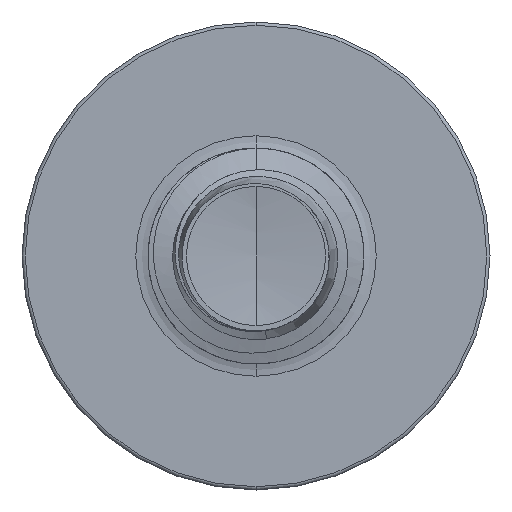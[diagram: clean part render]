
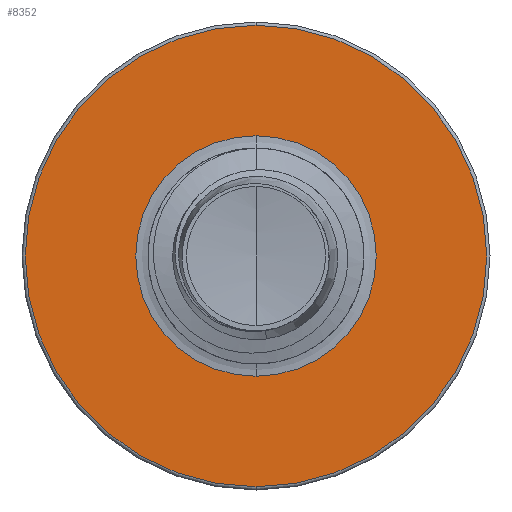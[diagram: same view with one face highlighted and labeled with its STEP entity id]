
A CAD part, front view. The second image highlights one B-rep face of the part: STEP entity #8352.
In plain terms, the highlighted planar face has unit normal (0, -1, 0).
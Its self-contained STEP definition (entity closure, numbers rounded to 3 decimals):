
#157 = AXIS2_PLACEMENT_3D ( 'NONE', #14892, #7803, #15962 ) ;
#183 = AXIS2_PLACEMENT_3D ( 'NONE', #16382, #9702, #1047 ) ;
#1047 = DIRECTION ( 'NONE',  ( 0., 0., 1. ) ) ;
#1251 = DIRECTION ( 'NONE',  ( 0., 0., 1. ) ) ;
#1464 = ORIENTED_EDGE ( 'NONE', *, *, #10046, .T. ) ;
#1715 = DIRECTION ( 'NONE',  ( 0., 1., 0. ) ) ;
#2443 = VERTEX_POINT ( 'NONE', #6751 ) ;
#3388 = ORIENTED_EDGE ( 'NONE', *, *, #15788, .F. ) ;
#4379 = AXIS2_PLACEMENT_3D ( 'NONE', #10247, #1715, #11390 ) ;
#4451 = CIRCLE ( 'NONE', #157, 1.67 ) ;
#6751 = CARTESIAN_POINT ( 'NONE',  ( 0., 4.5, -3.205 ) ) ;
#6938 = FACE_BOUND ( 'NONE', #12173, .T. ) ;
#7137 = CARTESIAN_POINT ( 'NONE',  ( 0., 4.5, 1.67 ) ) ;
#7803 = DIRECTION ( 'NONE',  ( 0., 1., 0. ) ) ;
#8111 = CIRCLE ( 'NONE', #4379, 3.205 ) ;
#8352 = ADVANCED_FACE ( 'NONE', ( #13184, #6938 ), #12435, .F. ) ;
#9702 = DIRECTION ( 'NONE',  ( 0., 1., 0. ) ) ;
#9883 = DIRECTION ( 'NONE',  ( 0., 1., 0. ) ) ;
#9989 = AXIS2_PLACEMENT_3D ( 'NONE', #13553, #16743, #14654 ) ;
#9993 = ORIENTED_EDGE ( 'NONE', *, *, #13562, .F. ) ;
#10046 = EDGE_CURVE ( 'NONE', #10795, #12149, #4451, .T. ) ;
#10247 = CARTESIAN_POINT ( 'NONE',  ( 0., 4.5, 0. ) ) ;
#10795 = VERTEX_POINT ( 'NONE', #15694 ) ;
#11390 = DIRECTION ( 'NONE',  ( 0., 0., 1. ) ) ;
#12149 = VERTEX_POINT ( 'NONE', #7137 ) ;
#12173 = EDGE_LOOP ( 'NONE', ( #12694, #1464 ) ) ;
#12227 = CARTESIAN_POINT ( 'NONE',  ( 0., 4.5, 3.205 ) ) ;
#12298 = VERTEX_POINT ( 'NONE', #12227 ) ;
#12435 = PLANE ( 'NONE',  #9989 ) ;
#12694 = ORIENTED_EDGE ( 'NONE', *, *, #14567, .T. ) ;
#13184 = FACE_OUTER_BOUND ( 'NONE', #14192, .T. ) ;
#13553 = CARTESIAN_POINT ( 'NONE',  ( 0., 4.5, -1.67 ) ) ;
#13562 = EDGE_CURVE ( 'NONE', #2443, #12298, #16673, .T. ) ;
#14192 = EDGE_LOOP ( 'NONE', ( #3388, #9993 ) ) ;
#14567 = EDGE_CURVE ( 'NONE', #12149, #10795, #16267, .T. ) ;
#14654 = DIRECTION ( 'NONE',  ( 0., 0., 1. ) ) ;
#14892 = CARTESIAN_POINT ( 'NONE',  ( 0., 4.5, 0. ) ) ;
#15694 = CARTESIAN_POINT ( 'NONE',  ( 0., 4.5, -1.67 ) ) ;
#15788 = EDGE_CURVE ( 'NONE', #12298, #2443, #8111, .T. ) ;
#15962 = DIRECTION ( 'NONE',  ( 0., 0., 1. ) ) ;
#16267 = CIRCLE ( 'NONE', #16348, 1.67 ) ;
#16348 = AXIS2_PLACEMENT_3D ( 'NONE', #16522, #9883, #1251 ) ;
#16382 = CARTESIAN_POINT ( 'NONE',  ( 0., 4.5, 0. ) ) ;
#16522 = CARTESIAN_POINT ( 'NONE',  ( 0., 4.5, 0. ) ) ;
#16673 = CIRCLE ( 'NONE', #183, 3.205 ) ;
#16743 = DIRECTION ( 'NONE',  ( 0., 1., 0. ) ) ;
